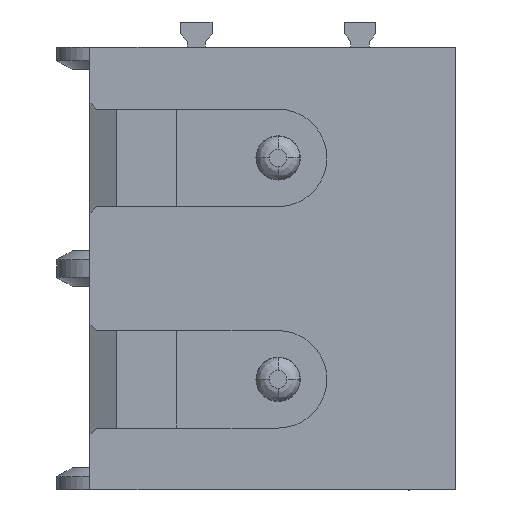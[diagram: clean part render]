
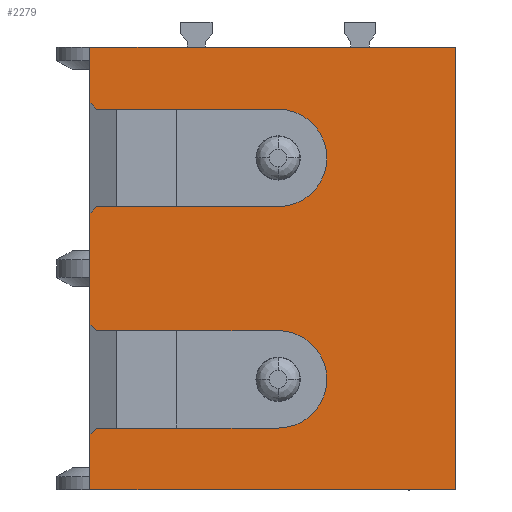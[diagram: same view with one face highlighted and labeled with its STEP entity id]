
A CAD part, front view. The second image highlights one B-rep face of the part: STEP entity #2279.
In plain terms, the highlighted free-form (B-spline) face has degree [1, 1] with [2, 2] control points.
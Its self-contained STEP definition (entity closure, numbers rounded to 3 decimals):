
#1335=EDGE_CURVE('',#3169,#1871,#3961,.T.);
#1377=VERTEX_POINT('',#4012);
#1449=EDGE_CURVE('',#2007,#3201,#4094,.T.);
#1737=VERTEX_POINT('',#4407);
#1765=VERTEX_POINT('',#4439);
#1777=EDGE_CURVE('',#3447,#3201,#4454,.T.);
#1871=VERTEX_POINT('',#4554);
#1941=EDGE_CURVE('',#3727,#3361,#4633,.T.);
#2007=VERTEX_POINT('',#4705);
#2041=EDGE_CURVE('',#1737,#1765,#4741,.T.);
#2043=VERTEX_POINT('',#4743);
#2279=ADVANCED_FACE('',(#5001),#5002,.T.);
#2505=EDGE_CURVE('',#3249,#1377,#5248,.T.);
#2765=EDGE_CURVE('',#3361,#3447,#5533,.T.);
#2799=VERTEX_POINT('',#5570);
#2903=VERTEX_POINT('',#5684);
#2959=EDGE_CURVE('',#2043,#3249,#5743,.T.);
#3081=EDGE_CURVE('',#2799,#1765,#5876,.T.);
#3083=EDGE_CURVE('',#3629,#1737,#5878,.T.);
#3169=VERTEX_POINT('',#5972);
#3181=VERTEX_POINT('',#5985);
#3201=VERTEX_POINT('',#6005);
#3249=VERTEX_POINT('',#6061);
#3275=EDGE_CURVE('',#3371,#1871,#6091,.T.);
#3291=EDGE_CURVE('',#2903,#3371,#6110,.T.);
#3361=VERTEX_POINT('',#6187);
#3371=VERTEX_POINT('',#6198);
#3383=VERTEX_POINT('',#6213);
#3447=VERTEX_POINT('',#6289);
#3451=EDGE_CURVE('',#3181,#3383,#6293,.T.);
#3583=EDGE_CURVE('',#2043,#2799,#6434,.T.);
#3629=VERTEX_POINT('',#6482);
#3667=EDGE_CURVE('',#2007,#3169,#6523,.T.);
#3727=VERTEX_POINT('',#6589);
#3731=EDGE_CURVE('',#2903,#3181,#6593,.T.);
#3769=EDGE_CURVE('',#3629,#3383,#6632,.T.);
#3897=EDGE_CURVE('',#3727,#1377,#6779,.T.);
#3961=LINE('',#6838,#6839);
#4012=CARTESIAN_POINT('',(40.423,39.003,28.871));
#4094=LINE('',#7893,#7894);
#4407=CARTESIAN_POINT('',(40.573,39.003,31.221));
#4439=CARTESIAN_POINT('',(44.673,39.003,31.221));
#4454=LINE('',#9077,#9078);
#4554=CARTESIAN_POINT('',(44.673,39.003,36.221));
#4633=LINE('',#9753,#9754);
#4705=CARTESIAN_POINT('',(40.423,39.003,36.371));
#4741=LINE('',#10033,#10034);
#4743=CARTESIAN_POINT('',(44.673,39.003,29.021));
#5001=FACE_OUTER_BOUND('',#10809,.T.);
#5002=B_SPLINE_SURFACE_WITH_KNOTS('',1,1,((#10810,#10811),(#10812,#10813)),.UNSPECIFIED.,.F.,.F.,.F.,(2,2),(2,2),(0.0,8.25),(0.0,10.),.UNSPECIFIED.);
#5248=LINE('',#11583,#11584);
#5533=LINE('',#12392,#12393);
#5570=CARTESIAN_POINT('',(45.773,39.003,30.121));
#5684=CARTESIAN_POINT('',(44.673,39.003,34.021));
#5743=LINE('',#13268,#13269);
#5876=CIRCLE('',#13592,1.1);
#5878=LINE('',#13595,#13596);
#5972=CARTESIAN_POINT('',(40.573,39.003,36.221));
#5985=CARTESIAN_POINT('',(40.573,39.003,34.021));
#6005=CARTESIAN_POINT('',(40.423,39.003,37.621));
#6061=CARTESIAN_POINT('',(40.573,39.003,29.021));
#6091=CIRCLE('',#14351,1.1);
#6110=CIRCLE('',#14385,1.1);
#6187=CARTESIAN_POINT('',(48.673,39.003,27.621));
#6198=CARTESIAN_POINT('',(45.773,39.003,35.121));
#6213=CARTESIAN_POINT('',(40.423,39.003,33.871));
#6289=CARTESIAN_POINT('',(48.673,39.003,37.621));
#6293=LINE('',#15061,#15062);
#6434=CIRCLE('',#15339,1.1);
#6482=CARTESIAN_POINT('',(40.423,39.003,31.371));
#6523=LINE('',#15679,#15680);
#6589=CARTESIAN_POINT('',(40.423,39.003,27.621));
#6593=LINE('',#15830,#15831);
#6632=LINE('',#15889,#15890);
#6779=LINE('',#16283,#16284);
#6838=CARTESIAN_POINT('',(95.372,39.003,36.221));
#6839=VECTOR('',#16387,1.0);
#7893=CARTESIAN_POINT('',(40.423,39.003,-6.382));
#7894=VECTOR('',#16526,1.0);
#9077=CARTESIAN_POINT('',(95.372,39.003,37.621));
#9078=VECTOR('',#16826,1.0);
#9753=CARTESIAN_POINT('',(95.372,39.003,27.621));
#9754=VECTOR('',#16989,1.0);
#10033=CARTESIAN_POINT('',(95.372,39.003,31.221));
#10034=VECTOR('',#17075,1.0);
#10809=EDGE_LOOP('',(#17291,#17292,#17293,#17294,#17295,#17296,#17297,#17298,#17299,#17300,#17301,#17302,#17303,#17304,#17305,#17306,#17307,#17308));
#10810=CARTESIAN_POINT('',(40.423,39.003,27.621));
#10811=CARTESIAN_POINT('',(40.423,39.003,37.621));
#10812=CARTESIAN_POINT('',(48.673,39.003,27.621));
#10813=CARTESIAN_POINT('',(48.673,39.003,37.621));
#11583=CARTESIAN_POINT('',(95.372,39.003,83.82));
#11584=VECTOR('',#17507,1.0);
#12392=CARTESIAN_POINT('',(48.673,39.003,-6.382));
#12393=VECTOR('',#17749,1.0);
#13268=CARTESIAN_POINT('',(95.372,39.003,29.021));
#13269=VECTOR('',#17910,1.0);
#13592=AXIS2_PLACEMENT_3D('',#18023,#18024,#18025);
#13595=CARTESIAN_POINT('',(95.372,39.003,-23.579));
#13596=VECTOR('',#18026,1.0);
#14351=AXIS2_PLACEMENT_3D('',#18204,#18205,#18206);
#14385=AXIS2_PLACEMENT_3D('',#18233,#18234,#18235);
#15061=CARTESIAN_POINT('',(95.372,39.003,88.82));
#15062=VECTOR('',#18414,1.0);
#15339=AXIS2_PLACEMENT_3D('',#18541,#18542,#18543);
#15679=CARTESIAN_POINT('',(95.372,39.003,-18.579));
#15680=VECTOR('',#18595,1.0);
#15830=CARTESIAN_POINT('',(95.372,39.003,34.021));
#15831=VECTOR('',#18665,1.0);
#15889=CARTESIAN_POINT('',(40.423,39.003,-6.382));
#15890=VECTOR('',#18697,1.0);
#16283=CARTESIAN_POINT('',(40.423,39.003,-6.382));
#16284=VECTOR('',#18881,1.0);
#16387=DIRECTION('',(1.0,0.,0.));
#16526=DIRECTION('',(0.,0.,1.0));
#16826=DIRECTION('',(-1.0,0.,0.));
#16989=DIRECTION('',(1.0,0.,0.));
#17075=DIRECTION('',(1.0,0.,0.));
#17291=ORIENTED_EDGE('',*,*,#2765,.T.);
#17292=ORIENTED_EDGE('',*,*,#1777,.T.);
#17293=ORIENTED_EDGE('',*,*,#1449,.F.);
#17294=ORIENTED_EDGE('',*,*,#3667,.T.);
#17295=ORIENTED_EDGE('',*,*,#1335,.T.);
#17296=ORIENTED_EDGE('',*,*,#3275,.F.);
#17297=ORIENTED_EDGE('',*,*,#3291,.F.);
#17298=ORIENTED_EDGE('',*,*,#3731,.T.);
#17299=ORIENTED_EDGE('',*,*,#3451,.T.);
#17300=ORIENTED_EDGE('',*,*,#3769,.F.);
#17301=ORIENTED_EDGE('',*,*,#3083,.T.);
#17302=ORIENTED_EDGE('',*,*,#2041,.T.);
#17303=ORIENTED_EDGE('',*,*,#3081,.F.);
#17304=ORIENTED_EDGE('',*,*,#3583,.F.);
#17305=ORIENTED_EDGE('',*,*,#2959,.T.);
#17306=ORIENTED_EDGE('',*,*,#2505,.T.);
#17307=ORIENTED_EDGE('',*,*,#3897,.F.);
#17308=ORIENTED_EDGE('',*,*,#1941,.T.);
#17507=DIRECTION('',(-0.707,0.,-0.707));
#17749=DIRECTION('',(0.,0.,1.0));
#17910=DIRECTION('',(-1.0,0.,0.));
#18023=CARTESIAN_POINT('',(44.673,39.003,30.121));
#18024=DIRECTION('',(0.,-1.0,0.));
#18025=DIRECTION('',(1.0,0.,0.));
#18026=DIRECTION('',(0.707,0.,-0.707));
#18204=CARTESIAN_POINT('',(44.673,39.003,35.121));
#18205=DIRECTION('',(0.,-1.0,0.));
#18206=DIRECTION('',(1.0,0.,0.));
#18233=CARTESIAN_POINT('',(44.673,39.003,35.121));
#18234=DIRECTION('',(0.,-1.0,0.));
#18235=DIRECTION('',(1.0,0.,0.));
#18414=DIRECTION('',(-0.707,0.,-0.707));
#18541=CARTESIAN_POINT('',(44.673,39.003,30.121));
#18542=DIRECTION('',(0.,-1.0,0.));
#18543=DIRECTION('',(1.0,0.,0.));
#18595=DIRECTION('',(0.707,0.,-0.707));
#18665=DIRECTION('',(-1.0,0.,0.));
#18697=DIRECTION('',(0.,0.,1.0));
#18881=DIRECTION('',(0.,0.,1.0));
